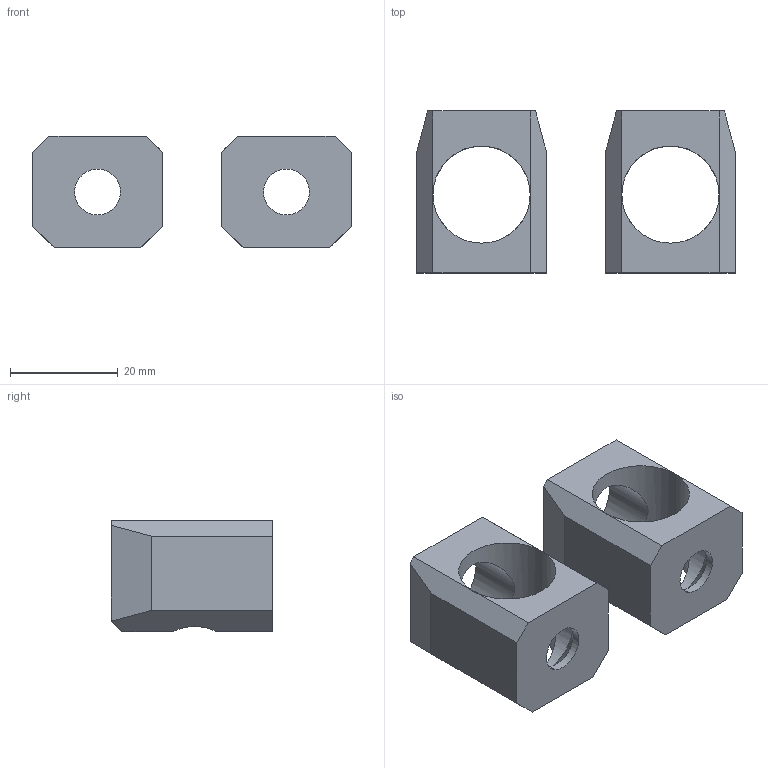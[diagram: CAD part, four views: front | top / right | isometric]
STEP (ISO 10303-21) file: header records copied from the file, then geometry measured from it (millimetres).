
FILE_DESCRIPTION(('CATIA V5 STEP Exchange'),'2;1');
FILE_NAME('1SDH001294R0086_1PA_001_00_A2_2p_FCCuAl_185mmq_sup.stp','2014-12-04T15:42:17+00:00',('none'),('none'),'CATIA Version 5 Release 20 SP 1 (IN-10)','CATIA V5 STEP AP214','none');
FILE_SCHEMA(('AUTOMOTIVE_DESIGN { 1 0 10303 214 1 1 1 1 }'));
Length unit declared in the file: millimetre
Products named in the file (1): 1SDH001294R0086_1PA_001_00_A2_2p_FCCuAl_185mmq_sup
Bounding box: 59 x 30 x 20.75 mm (x, y, z)
Volume: 13615.8 mm3; surface area: 8086.3 mm2
Topology: 2 solids, 2 shells, 50 faces, 130 edges, 80 vertices
Faces by surface type: plane 30, cylinder 16, cone 4
Entity records: 1658 total; most frequent: CARTESIAN_POINT 521, ORIENTED_EDGE 260, DIRECTION 166, EDGE_CURVE 130, VERTEX_POINT 80, VECTOR 78, LINE 78, EDGE_LOOP 58
